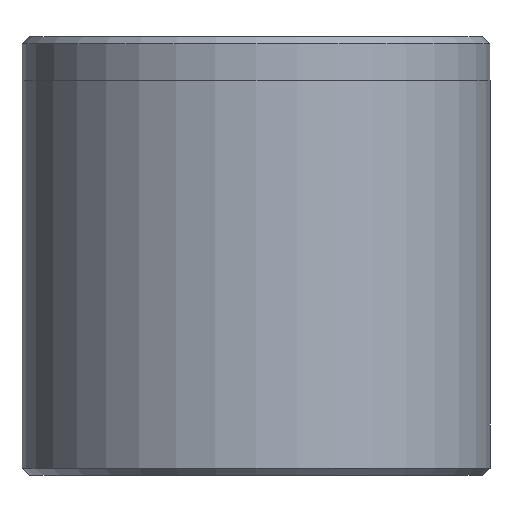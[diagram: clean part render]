
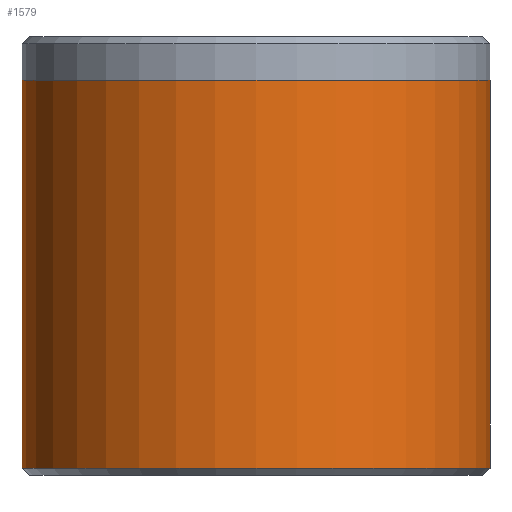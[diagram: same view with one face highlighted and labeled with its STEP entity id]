
A CAD part, front view. The second image highlights one B-rep face of the part: STEP entity #1579.
In plain terms, the highlighted cylindrical face has radius 16 mm (diameter 32 mm), a partial arc.
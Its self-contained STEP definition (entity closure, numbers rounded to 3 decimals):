
#14 = VECTOR ( 'NONE', #1492, 1000. ) ;
#51 = ORIENTED_EDGE ( 'NONE', *, *, #181, .T. ) ;
#76 = CARTESIAN_POINT ( 'NONE',  ( 16., 0., 0.5 ) ) ;
#181 = EDGE_CURVE ( 'NONE', #2598, #1510, #1181, .T. ) ;
#503 = LINE ( 'NONE', #1271, #1660 ) ;
#827 = CARTESIAN_POINT ( 'NONE',  ( 16., 0., 27. ) ) ;
#837 = AXIS2_PLACEMENT_3D ( 'NONE', #1602, #1569, #1496 ) ;
#1065 = CARTESIAN_POINT ( 'NONE',  ( -16., 0., 27. ) ) ;
#1073 = CIRCLE ( 'NONE', #1589, 16. ) ;
#1078 = DIRECTION ( 'NONE',  ( 0., 0., 1. ) ) ;
#1085 = DIRECTION ( 'NONE',  ( 0., 0., -1. ) ) ;
#1181 = LINE ( 'NONE', #1498, #14 ) ;
#1185 = DIRECTION ( 'NONE',  ( -1., 0., 0. ) ) ;
#1232 = CARTESIAN_POINT ( 'NONE',  ( 0., 0., 30. ) ) ;
#1239 = EDGE_LOOP ( 'NONE', ( #2278, #2026, #51, #1671 ) ) ;
#1271 = CARTESIAN_POINT ( 'NONE',  ( 16., 0., 30. ) ) ;
#1279 = DIRECTION ( 'NONE',  ( 0., 0., -1. ) ) ;
#1492 = DIRECTION ( 'NONE',  ( 0., 0., -1. ) ) ;
#1493 = EDGE_CURVE ( 'NONE', #2598, #1655, #2625, .T. ) ;
#1496 = DIRECTION ( 'NONE',  ( 1., 0., 0. ) ) ;
#1498 = CARTESIAN_POINT ( 'NONE',  ( -16., 0., 30. ) ) ;
#1510 = VERTEX_POINT ( 'NONE', #1627 ) ;
#1542 = EDGE_CURVE ( 'NONE', #1655, #2324, #503, .T. ) ;
#1551 = AXIS2_PLACEMENT_3D ( 'NONE', #1232, #1085, #1185 ) ;
#1569 = DIRECTION ( 'NONE',  ( 0., 0., 1. ) ) ;
#1579 = ADVANCED_FACE ( 'NONE', ( #1581 ), #2457, .T. ) ;
#1581 = FACE_OUTER_BOUND ( 'NONE', #1239, .T. ) ;
#1589 = AXIS2_PLACEMENT_3D ( 'NONE', #2286, #1078, #2452 ) ;
#1602 = CARTESIAN_POINT ( 'NONE',  ( 0., 0., 27. ) ) ;
#1627 = CARTESIAN_POINT ( 'NONE',  ( -16., 0., 0.5 ) ) ;
#1655 = VERTEX_POINT ( 'NONE', #827 ) ;
#1660 = VECTOR ( 'NONE', #1279, 1000. ) ;
#1671 = ORIENTED_EDGE ( 'NONE', *, *, #2622, .T. ) ;
#2026 = ORIENTED_EDGE ( 'NONE', *, *, #1493, .F. ) ;
#2278 = ORIENTED_EDGE ( 'NONE', *, *, #1542, .F. ) ;
#2286 = CARTESIAN_POINT ( 'NONE',  ( 0., 0., 0.5 ) ) ;
#2324 = VERTEX_POINT ( 'NONE', #76 ) ;
#2452 = DIRECTION ( 'NONE',  ( 1., 0., 0. ) ) ;
#2457 = CYLINDRICAL_SURFACE ( 'NONE', #1551, 16. ) ;
#2598 = VERTEX_POINT ( 'NONE', #1065 ) ;
#2622 = EDGE_CURVE ( 'NONE', #1510, #2324, #1073, .T. ) ;
#2625 = CIRCLE ( 'NONE', #837, 16. ) ;
